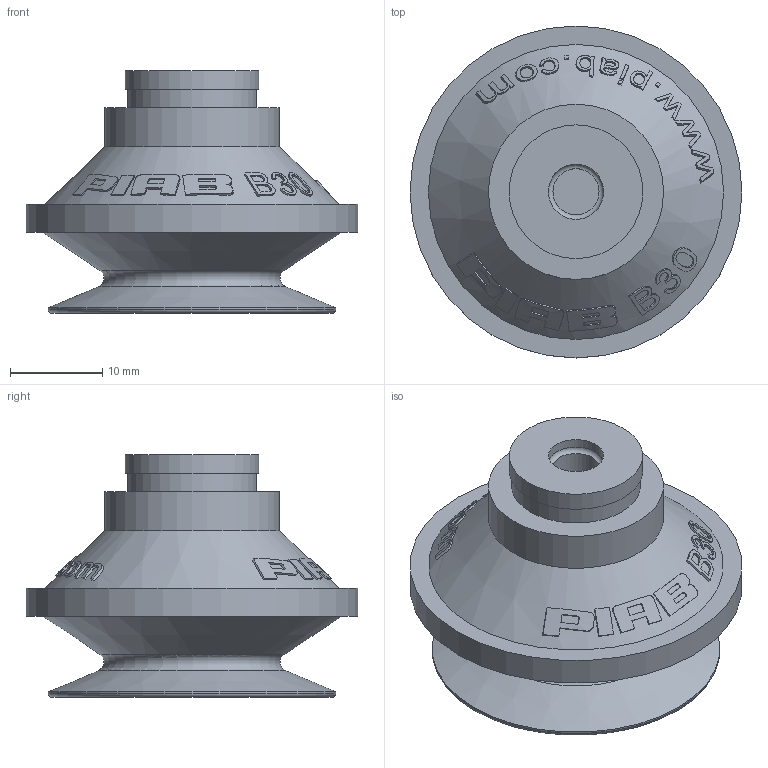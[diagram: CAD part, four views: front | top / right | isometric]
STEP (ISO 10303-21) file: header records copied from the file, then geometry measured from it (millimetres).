
FILE_DESCRIPTION(/* description */ ('Unknown'),/* implementation_level */ '2;1');
FILE_NAME(/* name */ 'S_A019_BXXX',/* time_stamp */ '2018-11-01T10:58:33+01:00',/* author */ ('Unknown'),/* organization */ ('Unknown'),/* preprocessor_version */ 'ST-DEVELOPER v16.7',/* originating_system */ 'DEX',/* authorisation */ $);
FILE_SCHEMA (('AUTOMOTIVE_DESIGN {1 0 10303 214 3 1 1}'));
Length unit declared in the file: millimetre
Products named in the file (4): S_A019_BXXX; A019_B30; Fitting_blank
Assembly tree (3 placements, depth 3):
  S_A019_BXXX
    A019_B30
      A019_B30
    Fitting_blank
Bounding box: 36 x 36 x 26.3 mm (x, y, z)
Volume: 12551.4 mm3; surface area: 4458.6 mm2
Topology: 1 solids, 2 shells, 221 faces, 545 edges, 361 vertices
Faces by surface type: plane 112, bspline 44, cone 35, cylinder 25, torus 5
Full cylindrical faces by diameter (mm): 5 x1, 6 x1, 9.5 x1, 10 x1, 14 x1, 14.5 x1, 19 x1, 31.2 x1, 36 x1
Entity records: 9386 total; most frequent: CARTESIAN_POINT 3440, ORIENTED_EDGE 1026, DIRECTION 565, EDGE_CURVE 513, VERTEX_POINT 354, B_SPLINE_CURVE_WITH_KNOTS 331, EDGE_LOOP 279, FACE_BOUND 279
